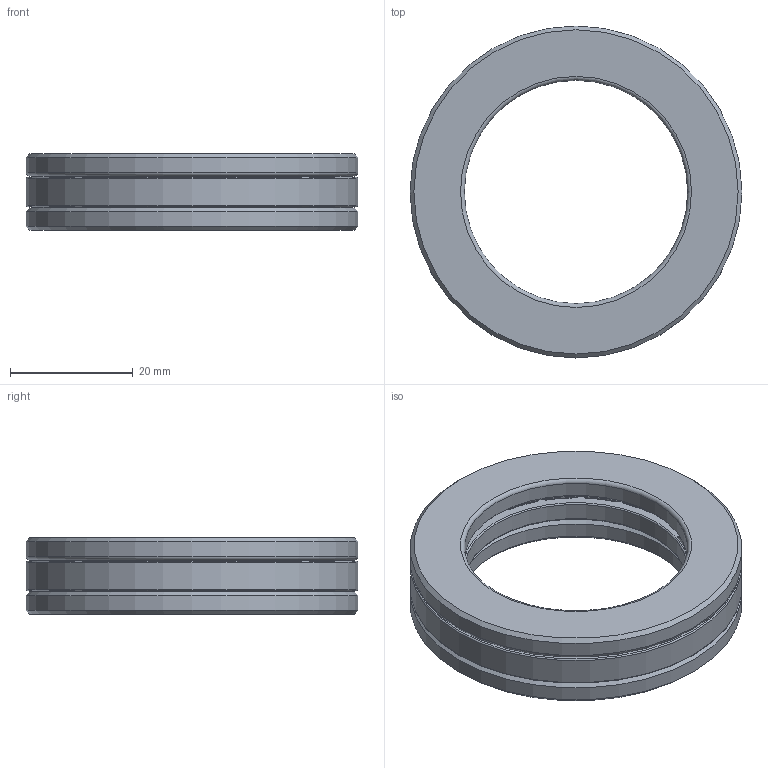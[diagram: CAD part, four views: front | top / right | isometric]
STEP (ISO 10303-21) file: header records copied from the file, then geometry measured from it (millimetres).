
FILE_DESCRIPTION(/* description */ (''),/* implementation_level */ '2;1');
FILE_NAME(/* name */ '4300N16_Cylindrical-Roller Thrust Bearing.step',/* time_stamp */ '2023-12-15T18:06:01+05:30',/* author */ (''),/* organization */ (''),/* preprocessor_version */ 'ST-DEVELOPER v20',/* originating_system */ 'Autodesk Translation Framework v12.14.0.127',/* authorisation */ '');
FILE_SCHEMA (('AUTOMOTIVE_DESIGN { 1 0 10303 214 3 1 1 }'));
Length unit declared in the file: millimetre
Products named in the file (1): 4300N16_Cylindrical-Roller Thrust Bearing
Bounding box: 54 x 54 x 12.46 mm (x, y, z)
Volume: 13237 mm3; surface area: 12748.1 mm2
Topology: 22 solids, 22 shells, 637 faces, 1532 edges, 846 vertices
Faces by surface type: torus 198, cylinder 197, bspline 152, plane 84, cone 6
Full cylindrical faces by diameter (mm): 5 x8, 5.192 x11, 36.346 x2, 38.423 x1, 50.469 x1, 54 x3
Entity records: 21149 total; most frequent: CARTESIAN_POINT 6913, DIRECTION 3232, ORIENTED_EDGE 2912, EDGE_CURVE 1456, AXIS2_PLACEMENT_3D 1448, VERTEX_POINT 846, CIRCLE 788, EDGE_LOOP 664
